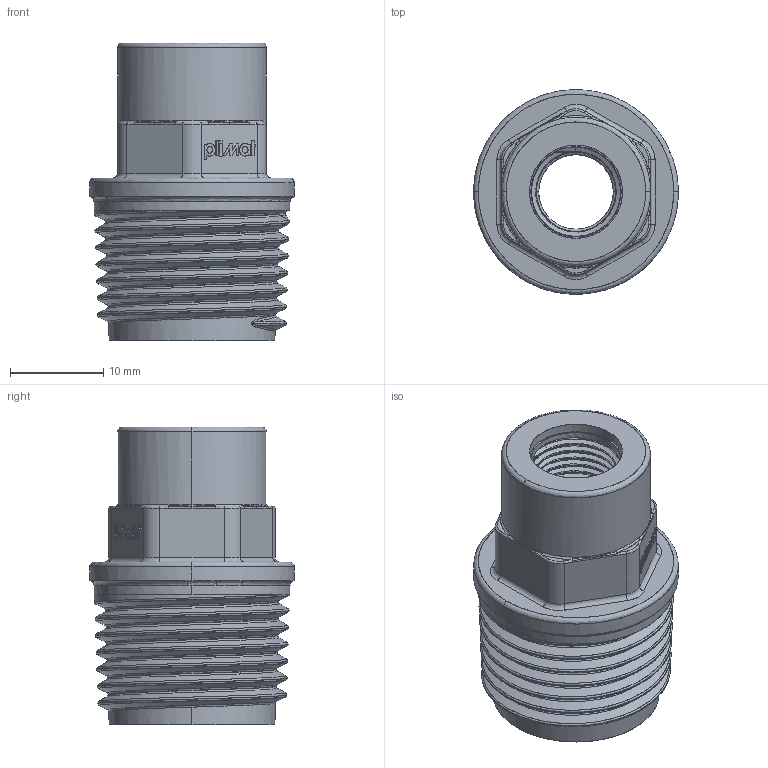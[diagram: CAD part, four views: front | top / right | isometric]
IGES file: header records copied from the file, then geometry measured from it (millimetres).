
Start section: SolidWorks IGES file using NURBS representation for surfaces
Global section: file name: 01011006022.IGS; native system: SolidWorks 2023; preprocessor: SolidWorks 2023; author: DMorais; date: 231205.080926; units: millimetre
Bounding box: 22 x 22 x 32 mm (x, y, z)
Surface area: 4108.1 mm2 (no closed solid volume)
Topology: 0 solids, 0 shells, 375 faces, 5978 edges, 5975 vertices
Faces by surface type: bspline 375
